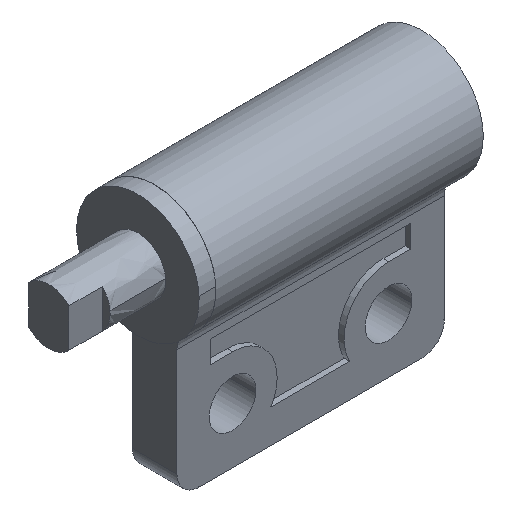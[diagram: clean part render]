
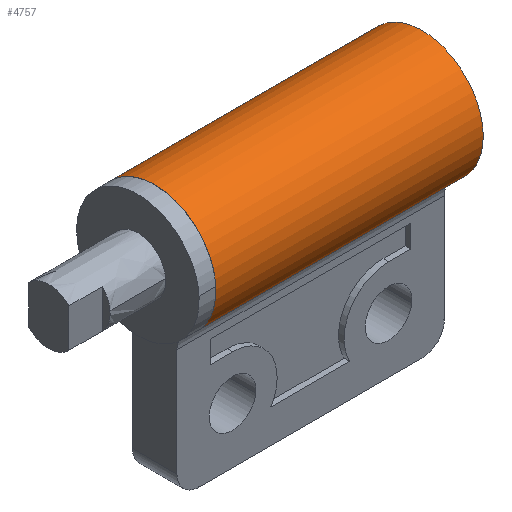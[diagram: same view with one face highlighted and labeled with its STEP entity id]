
A CAD part, isometric view. The second image highlights one B-rep face of the part: STEP entity #4757.
In plain terms, the highlighted free-form (B-spline) face has degree [1, 2] with [2, 7] control points.
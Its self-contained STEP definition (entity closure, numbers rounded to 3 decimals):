
#4560=CARTESIAN_POINT('',(-30.5,2.933,4.652));
#4561=VERTEX_POINT('',#4560);
#4575=CARTESIAN_POINT('',(-30.5,-2.933,4.652));
#4576=VERTEX_POINT('',#4575);
#4577=CARTESIAN_POINT('',(-30.5,2.933,4.652));
#4578=CARTESIAN_POINT('',(-30.5,6.432,2.447));
#4579=CARTESIAN_POINT('',(-30.5,5.284,-1.527));
#4580=CARTESIAN_POINT('',(-30.5,4.136,-5.5));
#4581=CARTESIAN_POINT('',(-30.5,0.,-5.5));
#4582=CARTESIAN_POINT('',(-30.5,-4.136,-5.5));
#4583=CARTESIAN_POINT('',(-30.5,-5.284,-1.527));
#4584=CARTESIAN_POINT('',(-30.5,-6.432,2.447));
#4585=CARTESIAN_POINT('',(-30.5,-2.933,4.652));
#4593=(BOUNDED_CURVE()B_SPLINE_CURVE(2,(#4577,#4578,#4579,#4580,#4581,#4582,#4583,#4584,#4585),.UNSPECIFIED.,.F.,.U.)B_SPLINE_CURVE_WITH_KNOTS((3,2,2,2,3),(0.0,0.25,0.5,0.75,1.0),.UNSPECIFIED.)CURVE()GEOMETRIC_REPRESENTATION_ITEM()RATIONAL_B_SPLINE_CURVE((1.0,0.799,1.0,0.799,1.0,0.799,1.0,0.799,1.0))REPRESENTATION_ITEM(''));
#4594=EDGE_CURVE('',#4561,#4576,#4593,.T.);
#4638=CARTESIAN_POINT('',(-6.5,-2.933,4.652));
#4639=VERTEX_POINT('',#4638);
#4653=CARTESIAN_POINT('',(-6.5,2.933,4.652));
#4654=VERTEX_POINT('',#4653);
#4655=CARTESIAN_POINT('',(-6.5,2.933,4.652));
#4656=CARTESIAN_POINT('',(-6.5,6.432,2.447));
#4657=CARTESIAN_POINT('',(-6.5,5.284,-1.527));
#4658=CARTESIAN_POINT('',(-6.5,4.136,-5.5));
#4659=CARTESIAN_POINT('',(-6.5,0.,-5.5));
#4660=CARTESIAN_POINT('',(-6.5,-4.136,-5.5));
#4661=CARTESIAN_POINT('',(-6.5,-5.284,-1.527));
#4662=CARTESIAN_POINT('',(-6.5,-6.432,2.447));
#4663=CARTESIAN_POINT('',(-6.5,-2.933,4.652));
#4671=(BOUNDED_CURVE()B_SPLINE_CURVE(2,(#4655,#4656,#4657,#4658,#4659,#4660,#4661,#4662,#4663),.UNSPECIFIED.,.F.,.U.)B_SPLINE_CURVE_WITH_KNOTS((3,2,2,2,3),(0.0,0.25,0.5,0.75,1.0),.UNSPECIFIED.)CURVE()GEOMETRIC_REPRESENTATION_ITEM()RATIONAL_B_SPLINE_CURVE((1.0,0.799,1.0,0.799,1.0,0.799,1.0,0.799,1.0))REPRESENTATION_ITEM(''));
#4672=EDGE_CURVE('',#4654,#4639,#4671,.T.);
#4711=CARTESIAN_POINT('',(-6.5,-2.933,4.652));
#4712=CARTESIAN_POINT('',(-30.5,-2.933,4.652));
#4713=QUASI_UNIFORM_CURVE('',1,(#4711,#4712),.UNSPECIFIED.,.F.,.U.);
#4714=EDGE_CURVE('',#4639,#4576,#4713,.T.);
#4725=CARTESIAN_POINT('',(-5.9,-2.772,4.75));
#4726=CARTESIAN_POINT('',(-31.115,-2.772,4.75));
#4727=CARTESIAN_POINT('',(-5.9,-8.501,1.407));
#4728=CARTESIAN_POINT('',(-31.115,-8.501,1.407));
#4729=CARTESIAN_POINT('',(-5.9,-4.155,-3.604));
#4730=CARTESIAN_POINT('',(-31.115,-4.155,-3.604));
#4731=CARTESIAN_POINT('',(-5.9,0.191,-8.614));
#4732=CARTESIAN_POINT('',(-31.115,0.191,-8.614));
#4733=CARTESIAN_POINT('',(-5.9,4.31,-3.416));
#4734=CARTESIAN_POINT('',(-31.115,4.31,-3.416));
#4735=CARTESIAN_POINT('',(-5.9,8.43,1.782));
#4736=CARTESIAN_POINT('',(-31.115,8.43,1.782));
#4737=CARTESIAN_POINT('',(-5.9,2.559,4.868));
#4738=CARTESIAN_POINT('',(-31.115,2.559,4.868));
#4746=(BOUNDED_SURFACE()B_SPLINE_SURFACE(1,2,((#4725,#4727,#4729,#4731,#4733,#4735,#4737),(#4726,#4728,#4730,#4732,#4734,#4736,#4738)),.UNSPECIFIED.,.F.,.F.,.U.)B_SPLINE_SURFACE_WITH_KNOTS((2,2),(3,2,2,3),(0.0,25.215),(0.0,10.337,20.674,31.01),.UNSPECIFIED.)GEOMETRIC_REPRESENTATION_ITEM()RATIONAL_B_SPLINE_SURFACE(((1.0,0.638,1.0,0.638,1.0,0.638,1.0),(1.0,0.638,1.0,0.638,1.0,0.638,1.0)))REPRESENTATION_ITEM('')SURFACE());
#4747=ORIENTED_EDGE('',*,*,#4594,.F.);
#4748=CARTESIAN_POINT('',(-6.5,2.933,4.652));
#4749=CARTESIAN_POINT('',(-30.5,2.933,4.652));
#4750=QUASI_UNIFORM_CURVE('',1,(#4748,#4749),.UNSPECIFIED.,.F.,.U.);
#4751=EDGE_CURVE('',#4654,#4561,#4750,.T.);
#4752=ORIENTED_EDGE('',*,*,#4751,.F.);
#4753=ORIENTED_EDGE('',*,*,#4672,.T.);
#4754=ORIENTED_EDGE('',*,*,#4714,.T.);
#4755=EDGE_LOOP('',(#4747,#4752,#4753,#4754));
#4756=FACE_OUTER_BOUND('',#4755,.T.);
#4757=ADVANCED_FACE('',(#4756),#4746,.T.);
